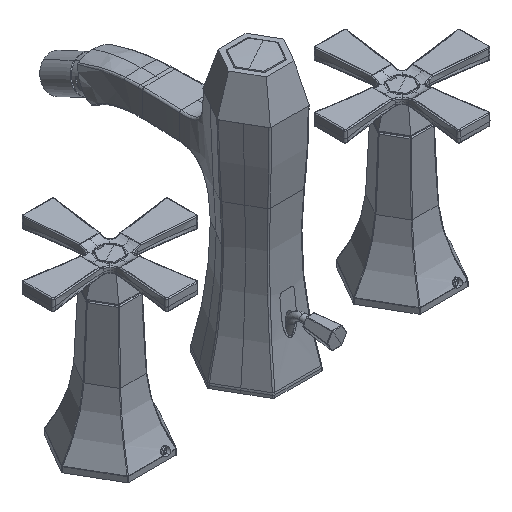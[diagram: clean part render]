
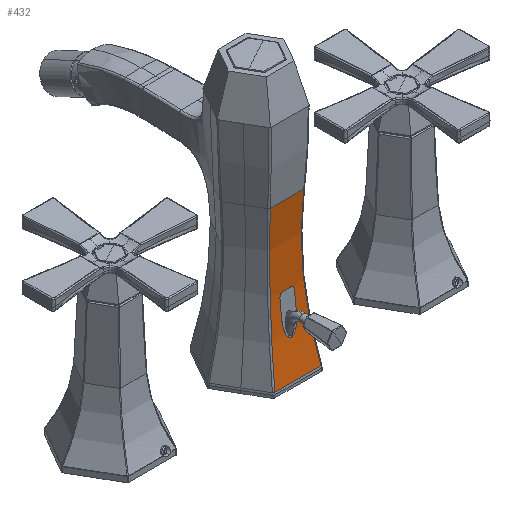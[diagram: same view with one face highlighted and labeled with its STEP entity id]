
A CAD part, isometric view. The second image highlights one B-rep face of the part: STEP entity #432.
In plain terms, the highlighted cylindrical face has radius 275 mm (diameter 550 mm), a partial arc.
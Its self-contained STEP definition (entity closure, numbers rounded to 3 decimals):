
#267=CARTESIAN_POINT('Axis2P3D Location',(7.154,-291.051,63.432)) ;
#273=CARTESIAN_POINT('Control Point',(9.101,-16.76,43.685)) ;
#274=CARTESIAN_POINT('Control Point',(8.668,-16.014,54.061)) ;
#275=CARTESIAN_POINT('Control Point',(8.538,-15.789,64.486)) ;
#276=CARTESIAN_POINT('Control Point',(8.714,-16.093,74.91)) ;
#277=CARTESIAN_POINT('Control Point',(9.193,-16.92,85.279)) ;
#278=CARTESIAN_POINT('Vertex',(9.101,-16.76,43.685)) ;
#280=CARTESIAN_POINT('Vertex',(9.193,-16.92,85.279)) ;
#283=CARTESIAN_POINT('Line Origine',(7.154,-16.92,85.279)) ;
#287=CARTESIAN_POINT('Vertex',(-9.193,-16.92,85.279)) ;
#291=CARTESIAN_POINT('Control Point',(-9.101,-16.76,43.685)) ;
#292=CARTESIAN_POINT('Control Point',(-8.668,-16.014,54.061)) ;
#293=CARTESIAN_POINT('Control Point',(-8.538,-15.789,64.486)) ;
#294=CARTESIAN_POINT('Control Point',(-8.714,-16.093,74.91)) ;
#295=CARTESIAN_POINT('Control Point',(-9.193,-16.92,85.279)) ;
#296=CARTESIAN_POINT('Vertex',(-9.101,-16.76,43.685)) ;
#300=CARTESIAN_POINT('Control Point',(-12.644,-22.876,2.544)) ;
#301=CARTESIAN_POINT('Control Point',(-10.871,-19.816,16.021)) ;
#302=CARTESIAN_POINT('Control Point',(-9.68,-17.76,29.801)) ;
#303=CARTESIAN_POINT('Control Point',(-9.101,-16.76,43.685)) ;
#304=CARTESIAN_POINT('Vertex',(-12.644,-22.876,2.544)) ;
#307=CARTESIAN_POINT('Line Origine',(7.154,-22.876,2.544)) ;
#311=CARTESIAN_POINT('Vertex',(12.644,-22.876,2.544)) ;
#315=CARTESIAN_POINT('Control Point',(12.644,-22.876,2.544)) ;
#316=CARTESIAN_POINT('Control Point',(10.871,-19.816,16.021)) ;
#317=CARTESIAN_POINT('Control Point',(9.68,-17.76,29.801)) ;
#318=CARTESIAN_POINT('Control Point',(9.101,-16.76,43.685)) ;
#328=CARTESIAN_POINT('Line Origine',(7.154,-16.866,42.273)) ;
#332=CARTESIAN_POINT('Vertex',(-2.,-16.866,42.273)) ;
#334=CARTESIAN_POINT('Vertex',(2.,-16.866,42.273)) ;
#338=CARTESIAN_POINT('Control Point',(4.,-17.041,40.109)) ;
#339=CARTESIAN_POINT('Control Point',(4.,-16.986,40.756)) ;
#340=CARTESIAN_POINT('Control Point',(3.778,-16.933,41.398)) ;
#341=CARTESIAN_POINT('Control Point',(3.33,-16.889,41.97)) ;
#342=CARTESIAN_POINT('Control Point',(2.663,-16.866,42.273)) ;
#343=CARTESIAN_POINT('Control Point',(2.,-16.866,42.273)) ;
#344=CARTESIAN_POINT('Vertex',(4.,-17.041,40.109)) ;
#347=CARTESIAN_POINT('Axis2P3D Location',(4.,-291.051,63.432)) ;
#351=CARTESIAN_POINT('Vertex',(4.,-17.512,35.122)) ;
#354=CARTESIAN_POINT('Axis2P3D Location',(4.,-291.051,63.432)) ;
#358=CARTESIAN_POINT('Vertex',(4.,-18.073,30.144)) ;
#362=CARTESIAN_POINT('Control Point',(0.,-19.365,20.867)) ;
#363=CARTESIAN_POINT('Control Point',(0.202,-19.365,20.867)) ;
#364=CARTESIAN_POINT('Control Point',(0.404,-19.36,20.895)) ;
#365=CARTESIAN_POINT('Control Point',(0.599,-19.351,20.952)) ;
#366=CARTESIAN_POINT('Control Point',(1.121,-19.317,21.175)) ;
#367=CARTESIAN_POINT('Control Point',(1.557,-19.261,21.536)) ;
#368=CARTESIAN_POINT('Control Point',(1.803,-19.22,21.798)) ;
#369=CARTESIAN_POINT('Control Point',(2.372,-19.109,22.531)) ;
#370=CARTESIAN_POINT('Control Point',(2.787,-18.986,23.355)) ;
#371=CARTESIAN_POINT('Control Point',(3.003,-18.909,23.879)) ;
#372=CARTESIAN_POINT('Control Point',(3.527,-18.689,25.409)) ;
#373=CARTESIAN_POINT('Control Point',(3.819,-18.471,27.001)) ;
#374=CARTESIAN_POINT('Control Point',(3.941,-18.334,28.046)) ;
#375=CARTESIAN_POINT('Control Point',(4.,-18.201,29.095)) ;
#376=CARTESIAN_POINT('Control Point',(4.,-18.073,30.144)) ;
#377=CARTESIAN_POINT('Vertex',(0.,-19.365,20.867)) ;
#381=CARTESIAN_POINT('Control Point',(0.,-19.365,20.867)) ;
#382=CARTESIAN_POINT('Control Point',(-0.202,-19.365,20.867)) ;
#383=CARTESIAN_POINT('Control Point',(-0.404,-19.36,20.895)) ;
#384=CARTESIAN_POINT('Control Point',(-0.599,-19.351,20.952)) ;
#385=CARTESIAN_POINT('Control Point',(-1.121,-19.317,21.175)) ;
#386=CARTESIAN_POINT('Control Point',(-1.557,-19.261,21.536)) ;
#387=CARTESIAN_POINT('Control Point',(-1.803,-19.22,21.798)) ;
#388=CARTESIAN_POINT('Control Point',(-2.372,-19.109,22.531)) ;
#389=CARTESIAN_POINT('Control Point',(-2.787,-18.986,23.355)) ;
#390=CARTESIAN_POINT('Control Point',(-3.003,-18.909,23.879)) ;
#391=CARTESIAN_POINT('Control Point',(-3.527,-18.689,25.409)) ;
#392=CARTESIAN_POINT('Control Point',(-3.819,-18.471,27.001)) ;
#393=CARTESIAN_POINT('Control Point',(-3.941,-18.334,28.046)) ;
#394=CARTESIAN_POINT('Control Point',(-4.,-18.201,29.095)) ;
#395=CARTESIAN_POINT('Control Point',(-4.,-18.073,30.144)) ;
#396=CARTESIAN_POINT('Vertex',(-4.,-18.073,30.144)) ;
#399=CARTESIAN_POINT('Axis2P3D Location',(-4.,-291.051,63.432)) ;
#403=CARTESIAN_POINT('Vertex',(-4.,-17.512,35.122)) ;
#406=CARTESIAN_POINT('Axis2P3D Location',(-4.,-291.051,63.432)) ;
#410=CARTESIAN_POINT('Vertex',(-4.,-17.041,40.109)) ;
#414=CARTESIAN_POINT('Control Point',(-4.,-17.041,40.109)) ;
#415=CARTESIAN_POINT('Control Point',(-4.,-16.986,40.756)) ;
#416=CARTESIAN_POINT('Control Point',(-3.778,-16.933,41.398)) ;
#417=CARTESIAN_POINT('Control Point',(-3.33,-16.889,41.97)) ;
#418=CARTESIAN_POINT('Control Point',(-2.663,-16.866,42.273)) ;
#419=CARTESIAN_POINT('Control Point',(-2.,-16.866,42.273)) ;
#285=VECTOR('Line Direction',#284,1.) ;
#309=VECTOR('Line Direction',#308,1.) ;
#330=VECTOR('Line Direction',#329,1.) ;
#268=DIRECTION('Axis2P3D Direction',(1.,0.,0.)) ;
#269=DIRECTION('Axis2P3D XDirection',(0.,0.997,-0.072)) ;
#284=DIRECTION('Vector Direction',(1.,0.,0.)) ;
#308=DIRECTION('Vector Direction',(1.,0.,0.)) ;
#329=DIRECTION('Vector Direction',(1.,0.,0.)) ;
#348=DIRECTION('Axis2P3D Direction',(1.,0.,0.)) ;
#355=DIRECTION('Axis2P3D Direction',(1.,0.,0.)) ;
#400=DIRECTION('Axis2P3D Direction',(1.,0.,0.)) ;
#407=DIRECTION('Axis2P3D Direction',(1.,0.,0.)) ;
#270=AXIS2_PLACEMENT_3D('Cylinder Axis2P3D',#267,#268,#269) ;
#349=AXIS2_PLACEMENT_3D('Circle Axis2P3D',#347,#348,$) ;
#356=AXIS2_PLACEMENT_3D('Circle Axis2P3D',#354,#355,$) ;
#401=AXIS2_PLACEMENT_3D('Circle Axis2P3D',#399,#400,$) ;
#408=AXIS2_PLACEMENT_3D('Circle Axis2P3D',#406,#407,$) ;
#286=LINE('Line',#283,#285) ;
#310=LINE('Line',#307,#309) ;
#331=LINE('Line',#328,#330) ;
#350=CIRCLE('generated circle',#349,275.) ;
#357=CIRCLE('generated circle',#356,275.) ;
#402=CIRCLE('generated circle',#401,275.) ;
#409=CIRCLE('generated circle',#408,275.) ;
#271=CYLINDRICAL_SURFACE('generated cylinder',#270,275.) ;
#431=FACE_BOUND('',#421,.T.) ;
#282=EDGE_CURVE('',#279,#281,#272,.T.) ;
#289=EDGE_CURVE('',#281,#288,#286,.F.) ;
#298=EDGE_CURVE('',#288,#297,#290,.F.) ;
#306=EDGE_CURVE('',#297,#305,#299,.F.) ;
#313=EDGE_CURVE('',#305,#312,#310,.T.) ;
#319=EDGE_CURVE('',#312,#279,#314,.T.) ;
#336=EDGE_CURVE('',#333,#335,#331,.T.) ;
#346=EDGE_CURVE('',#335,#345,#337,.F.) ;
#353=EDGE_CURVE('',#345,#352,#350,.F.) ;
#360=EDGE_CURVE('',#352,#359,#357,.F.) ;
#379=EDGE_CURVE('',#359,#378,#361,.F.) ;
#398=EDGE_CURVE('',#378,#397,#380,.T.) ;
#405=EDGE_CURVE('',#397,#404,#402,.T.) ;
#412=EDGE_CURVE('',#404,#411,#409,.T.) ;
#420=EDGE_CURVE('',#411,#333,#413,.T.) ;
#321=ORIENTED_EDGE('',*,*,#282,.T.) ;
#322=ORIENTED_EDGE('',*,*,#289,.T.) ;
#323=ORIENTED_EDGE('',*,*,#298,.T.) ;
#324=ORIENTED_EDGE('',*,*,#306,.T.) ;
#325=ORIENTED_EDGE('',*,*,#313,.T.) ;
#326=ORIENTED_EDGE('',*,*,#319,.T.) ;
#422=ORIENTED_EDGE('',*,*,#336,.T.) ;
#423=ORIENTED_EDGE('',*,*,#346,.T.) ;
#424=ORIENTED_EDGE('',*,*,#353,.T.) ;
#425=ORIENTED_EDGE('',*,*,#360,.T.) ;
#426=ORIENTED_EDGE('',*,*,#379,.T.) ;
#427=ORIENTED_EDGE('',*,*,#398,.T.) ;
#428=ORIENTED_EDGE('',*,*,#405,.T.) ;
#429=ORIENTED_EDGE('',*,*,#412,.T.) ;
#430=ORIENTED_EDGE('',*,*,#420,.T.) ;
#320=EDGE_LOOP('',(#321,#322,#323,#324,#325,#326)) ;
#421=EDGE_LOOP('',(#422,#423,#424,#425,#426,#427,#428,#429,#430)) ;
#279=VERTEX_POINT('',#278) ;
#281=VERTEX_POINT('',#280) ;
#288=VERTEX_POINT('',#287) ;
#297=VERTEX_POINT('',#296) ;
#305=VERTEX_POINT('',#304) ;
#312=VERTEX_POINT('',#311) ;
#333=VERTEX_POINT('',#332) ;
#335=VERTEX_POINT('',#334) ;
#345=VERTEX_POINT('',#344) ;
#352=VERTEX_POINT('',#351) ;
#359=VERTEX_POINT('',#358) ;
#378=VERTEX_POINT('',#377) ;
#397=VERTEX_POINT('',#396) ;
#404=VERTEX_POINT('',#403) ;
#411=VERTEX_POINT('',#410) ;
#432=ADVANCED_FACE('Superficie.4',(#327,#431),#271,.F.) ;
#272=B_SPLINE_CURVE_WITH_KNOTS('',4,(#273,#274,#275,#276,#277),.UNSPECIFIED.,.F.,.U.,(5,5),(0.,58.996),.UNSPECIFIED.) ;
#290=B_SPLINE_CURVE_WITH_KNOTS('',4,(#291,#292,#293,#294,#295),.UNSPECIFIED.,.F.,.U.,(5,5),(0.,58.996),.UNSPECIFIED.) ;
#299=B_SPLINE_CURVE_WITH_KNOTS('',3,(#300,#301,#302,#303),.UNSPECIFIED.,.F.,.U.,(4,4),(0.,59.211),.UNSPECIFIED.) ;
#314=B_SPLINE_CURVE_WITH_KNOTS('',3,(#315,#316,#317,#318),.UNSPECIFIED.,.F.,.U.,(4,4),(0.,59.211),.UNSPECIFIED.) ;
#337=B_SPLINE_CURVE_WITH_KNOTS('',5,(#338,#339,#340,#341,#342,#343),.UNSPECIFIED.,.F.,.U.,(6,6),(0.,4.762),.UNSPECIFIED.) ;
#361=B_SPLINE_CURVE_WITH_KNOTS('',5,(#362,#363,#364,#365,#366,#367,#368,#369,#370,#371,#372,#373,#374,#375,#376),.UNSPECIFIED.,.F.,.U.,(6,3,3,3,6),(0.,1.376,3.883,7.926,15.499),.UNSPECIFIED.) ;
#380=B_SPLINE_CURVE_WITH_KNOTS('',5,(#381,#382,#383,#384,#385,#386,#387,#388,#389,#390,#391,#392,#393,#394,#395),.UNSPECIFIED.,.F.,.U.,(6,3,3,3,6),(0.,1.376,3.883,7.926,15.499),.UNSPECIFIED.) ;
#413=B_SPLINE_CURVE_WITH_KNOTS('',5,(#414,#415,#416,#417,#418,#419),.UNSPECIFIED.,.F.,.U.,(6,6),(0.,4.762),.UNSPECIFIED.) ;
#327=FACE_OUTER_BOUND('',#320,.T.) ;
